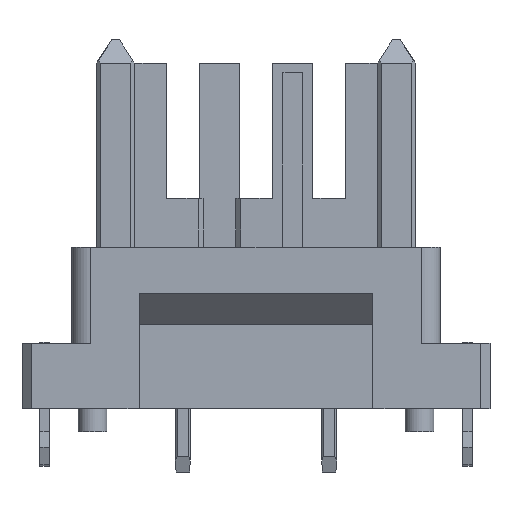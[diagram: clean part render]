
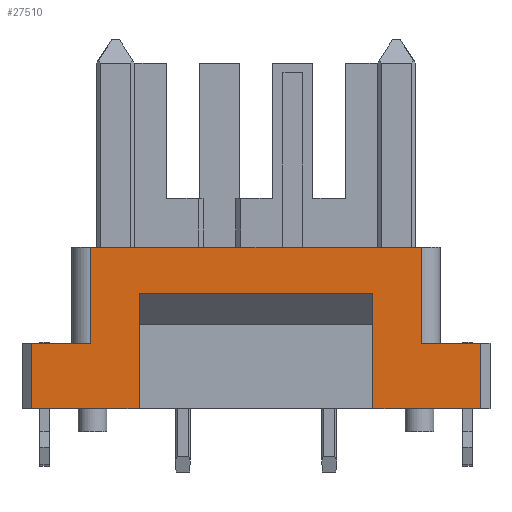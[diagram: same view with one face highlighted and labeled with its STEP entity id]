
A CAD part, front view. The second image highlights one B-rep face of the part: STEP entity #27510.
In plain terms, the highlighted planar face has unit normal (0, -1, 0).
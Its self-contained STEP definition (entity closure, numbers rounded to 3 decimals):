
#780=CARTESIAN_POINT('',(8.61,-5.5,8.4));
#790=VERTEX_POINT('',#780);
#820=CARTESIAN_POINT('',(22.57,-5.5,8.4));
#830=DIRECTION('',(-1.,-0.,-0.));
#840=VECTOR('',#830,1.);
#850=LINE('',#820,#840);
#860=CARTESIAN_POINT('',(-8.61,-5.5,8.4));
#870=VERTEX_POINT('',#860);
#880=EDGE_CURVE('',#790,#870,#850,.T.);
#9830=CARTESIAN_POINT('',(-6.09,-5.5,17.5));
#9840=DIRECTION('',(0.,0.,-1.));
#9850=VECTOR('',#9840,1.);
#9860=LINE('',#9830,#9850);
#9870=CARTESIAN_POINT('',(-6.09,-5.5,6.));
#9880=VERTEX_POINT('',#9870);
#9890=CARTESIAN_POINT('',(-6.09,-5.5,0.));
#9900=VERTEX_POINT('',#9890);
#9910=EDGE_CURVE('',#9880,#9900,#9860,.T.);
#13220=CARTESIAN_POINT('',(-8.61,-5.5,3.4));
#13230=DIRECTION('',(0.,0.,1.));
#13240=VECTOR('',#13230,1.);
#13250=LINE('',#13220,#13240);
#13260=CARTESIAN_POINT('',(-8.61,-5.5,3.4));
#13270=VERTEX_POINT('',#13260);
#13280=EDGE_CURVE('',#13270,#870,#13250,.T.);
#14220=CARTESIAN_POINT('',(11.685,-5.5,0.));
#14230=VERTEX_POINT('',#14220);
#14260=CARTESIAN_POINT('',(11.685,-5.5,17.5));
#14270=DIRECTION('',(0.,0.,-1.));
#14280=VECTOR('',#14270,1.);
#14290=LINE('',#14260,#14280);
#14300=CARTESIAN_POINT('',(11.685,-5.5,3.4));
#14310=VERTEX_POINT('',#14300);
#14320=EDGE_CURVE('',#14310,#14230,#14290,.T.);
#21120=CARTESIAN_POINT('',(6.09,-5.5,6.));
#21130=VERTEX_POINT('',#21120);
#21160=CARTESIAN_POINT('',(6.09,-5.5,17.5));
#21170=DIRECTION('',(-0.,-0.,-1.));
#21180=VECTOR('',#21170,1.);
#21190=LINE('',#21160,#21180);
#21200=CARTESIAN_POINT('',(6.09,-5.5,0.));
#21210=VERTEX_POINT('',#21200);
#21220=EDGE_CURVE('',#21130,#21210,#21190,.T.);
#24690=CARTESIAN_POINT('',(8.61,-5.5,3.4));
#24700=VERTEX_POINT('',#24690);
#24730=CARTESIAN_POINT('',(8.61,-5.5,8.4));
#24740=DIRECTION('',(0.,0.,-1.));
#24750=VECTOR('',#24740,1.);
#24760=LINE('',#24730,#24750);
#24770=EDGE_CURVE('',#790,#24700,#24760,.T.);
#26850=CARTESIAN_POINT('',(-11.685,-5.5,3.4));
#26860=VERTEX_POINT('',#26850);
#26890=CARTESIAN_POINT('',(-11.685,-5.5,17.5));
#26900=DIRECTION('',(-0.,-0.,-1.));
#26910=VECTOR('',#26900,1.);
#26920=LINE('',#26890,#26910);
#26930=CARTESIAN_POINT('',(-11.685,-5.5,0.));
#26940=VERTEX_POINT('',#26930);
#26950=EDGE_CURVE('',#26860,#26940,#26920,.T.);
#27070=CARTESIAN_POINT('',(12.269,-5.5,-0.21));
#27080=DIRECTION('',(0.,-1.,0.));
#27090=DIRECTION('',(0.,0.,-1.));
#27100=AXIS2_PLACEMENT_3D('',#27070,#27080,#27090);
#27110=PLANE('',#27100);
#27120=CARTESIAN_POINT('',(22.57,-5.5,3.4));
#27130=DIRECTION('',(-1.,0.,0.));
#27140=VECTOR('',#27130,1.);
#27150=LINE('',#27120,#27140);
#27160=EDGE_CURVE('',#13270,#26860,#27150,.T.);
#27170=ORIENTED_EDGE('',*,*,#27160,.T.);
#27180=ORIENTED_EDGE('',*,*,#13280,.F.);
#27190=ORIENTED_EDGE('',*,*,#880,.T.);
#27200=ORIENTED_EDGE('',*,*,#24770,.F.);
#27210=CARTESIAN_POINT('',(22.57,-5.5,3.4));
#27220=DIRECTION('',(-1.,0.,0.));
#27230=VECTOR('',#27220,1.);
#27240=LINE('',#27210,#27230);
#27250=EDGE_CURVE('',#14310,#24700,#27240,.T.);
#27260=ORIENTED_EDGE('',*,*,#27250,.T.);
#27270=ORIENTED_EDGE('',*,*,#14320,.F.);
#27280=CARTESIAN_POINT('',(22.57,-5.5,0.));
#27290=DIRECTION('',(1.,0.,0.));
#27300=VECTOR('',#27290,1.);
#27310=LINE('',#27280,#27300);
#27320=EDGE_CURVE('',#21210,#14230,#27310,.T.);
#27330=ORIENTED_EDGE('',*,*,#27320,.T.);
#27340=ORIENTED_EDGE('',*,*,#21220,.T.);
#27350=CARTESIAN_POINT('',(22.57,-5.5,6.));
#27360=DIRECTION('',(-1.,-0.,-0.));
#27370=VECTOR('',#27360,1.);
#27380=LINE('',#27350,#27370);
#27390=EDGE_CURVE('',#21130,#9880,#27380,.T.);
#27400=ORIENTED_EDGE('',*,*,#27390,.F.);
#27410=ORIENTED_EDGE('',*,*,#9910,.F.);
#27420=CARTESIAN_POINT('',(22.57,-5.5,0.));
#27430=DIRECTION('',(1.,0.,0.));
#27440=VECTOR('',#27430,1.);
#27450=LINE('',#27420,#27440);
#27460=EDGE_CURVE('',#26940,#9900,#27450,.T.);
#27470=ORIENTED_EDGE('',*,*,#27460,.T.);
#27480=ORIENTED_EDGE('',*,*,#26950,.T.);
#27490=EDGE_LOOP('',(#27480,#27470,#27410,#27400,#27340,#27330,#27270,
#27260,#27200,#27190,#27180,#27170));
#27500=FACE_OUTER_BOUND('',#27490,.T.);
#27510=ADVANCED_FACE('',(#27500),#27110,.T.);
